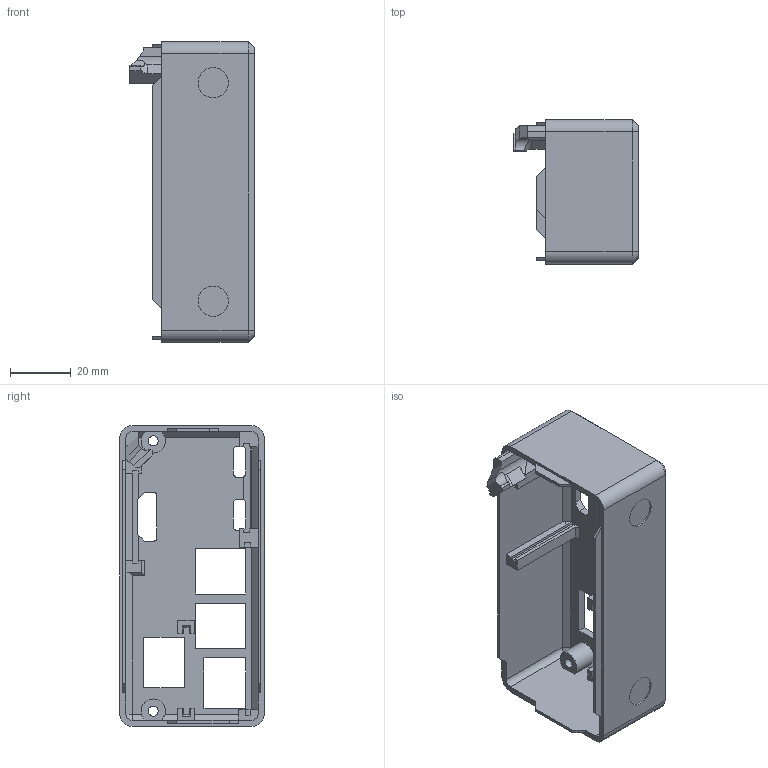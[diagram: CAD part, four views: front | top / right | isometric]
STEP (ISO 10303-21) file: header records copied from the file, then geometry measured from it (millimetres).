
FILE_DESCRIPTION(/* description */ (''),/* implementation_level */ '2;1');
FILE_NAME(/* name */ 'DIY_PiKVM_ATXSW_front.step',/* time_stamp */ '2026-01-06T11:24:04Z',/* author */ (''),/* organization */ (''),/* preprocessor_version */ 'ST-DEVELOPER v20.1',/* originating_system */ 'Autodesk Translation Framework v14.21.0.0',/* authorisation */ '');
FILE_SCHEMA (('AUTOMOTIVE_DESIGN { 1 0 10303 214 3 1 1 }'));
Length unit declared in the file: millimetre
Products named in the file (3): PiKVM v3_2 ATX; Front v1; Label
Assembly tree (2 placements, depth 2):
  PiKVM v3_2 ATX
    Front v1
    Label
Bounding box: 41 x 47.5 x 99 mm (x, y, z)
Volume: 28227.8 mm3; surface area: 28123.4 mm2
Topology: 11 solids, 11 shells, 931 faces, 2504 edges, 1604 vertices
Faces by surface type: bspline 473, plane 422, cylinder 30, cone 6
Full cylindrical faces by diameter (mm): 3.3 x2, 5.8 x2, 10 x2
Entity records: 33386 total; most frequent: CARTESIAN_POINT 12921, ORIENTED_EDGE 5004, DIRECTION 2739, EDGE_CURVE 2502, LINE 1631, VECTOR 1631, VERTEX_POINT 1604, EDGE_LOOP 970
